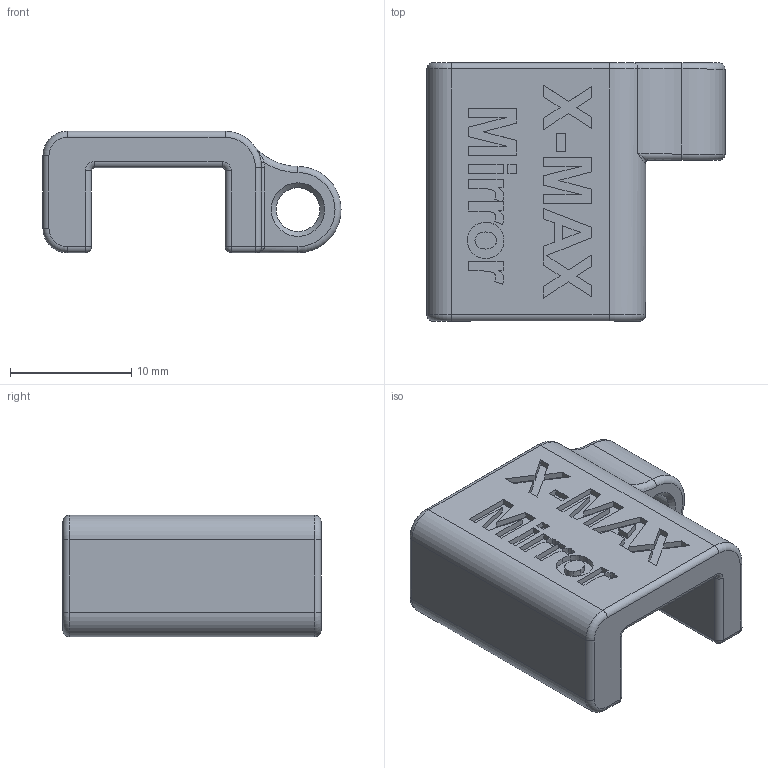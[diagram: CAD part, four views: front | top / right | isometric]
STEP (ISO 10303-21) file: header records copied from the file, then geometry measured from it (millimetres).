
FILE_DESCRIPTION(/* description */ (''),/* implementation_level */ '2;1');
FILE_NAME(/* name */ 'MP_DooKi3_SLM_XY_XMax_Mirror.step',/* time_stamp */ '2024-08-01T15:48:25-04:00',/* author */ (''),/* organization */ (''),/* preprocessor_version */ 'ST-DEVELOPER v20',/* originating_system */ 'Autodesk Translation Framework v13.14.0.145',/* authorisation */ '');
FILE_SCHEMA (('AUTOMOTIVE_DESIGN { 1 0 10303 214 3 1 1 }'));
Length unit declared in the file: millimetre
Products named in the file (1): XMAX(Mirror)
Bounding box: 24.55 x 21.25 x 10 mm (x, y, z)
Volume: 2325.4 mm3; surface area: 1883.4 mm2
Topology: 1 solids, 1 shells, 205 faces, 528 edges, 335 vertices
Faces by surface type: plane 114, bspline 41, cylinder 28, torus 15, sphere 5, cone 2
Full cylindrical faces by diameter (mm): 3.6 x1
Entity records: 6603 total; most frequent: CARTESIAN_POINT 1807, ORIENTED_EDGE 1052, DIRECTION 854, EDGE_CURVE 526, LINE 368, VECTOR 368, VERTEX_POINT 335, AXIS2_PLACEMENT_3D 243
